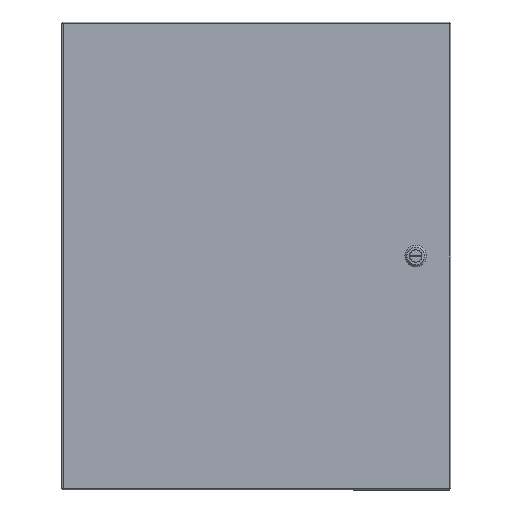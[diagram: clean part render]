
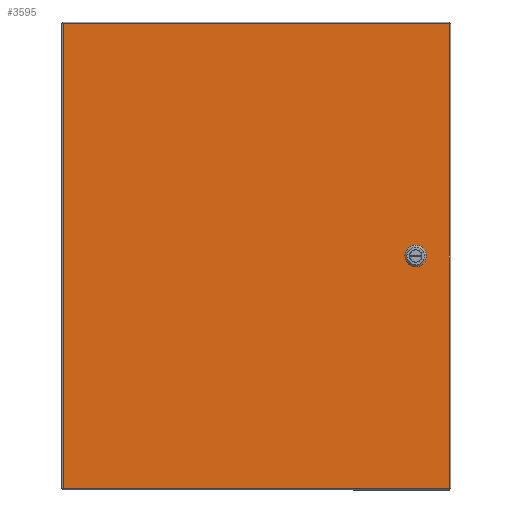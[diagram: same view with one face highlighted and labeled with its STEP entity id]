
A CAD part, front view. The second image highlights one B-rep face of the part: STEP entity #3595.
In plain terms, the highlighted planar face has unit normal (0, -1, 0).
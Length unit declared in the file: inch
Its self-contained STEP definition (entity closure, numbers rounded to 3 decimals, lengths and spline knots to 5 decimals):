
#2 = CARTESIAN_POINT ( 'NONE',  ( 7.96, -6.822, -0.3955 ) ) ;
#393 = EDGE_CURVE ( 'NONE', #12246, #8974, #18168, .T. ) ;
#438 = CARTESIAN_POINT ( 'NONE',  ( 7.7955, -6.822, -0.231 ) ) ;
#461 = LINE ( 'NONE', #14013, #21471 ) ;
#695 = CARTESIAN_POINT ( 'NONE',  ( 8.422, -6.822, 0.3955 ) ) ;
#983 = ORIENTED_EDGE ( 'NONE', *, *, #7168, .T. ) ;
#1044 = DIRECTION ( 'NONE',  ( 0., -1., 0. ) ) ;
#2371 = EDGE_LOOP ( 'NONE', ( #20638, #20106, #7874, #15850 ) ) ;
#2374 = LINE ( 'NONE', #695, #12808 ) ;
#2666 = ORIENTED_EDGE ( 'NONE', *, *, #21419, .T. ) ;
#2729 = DIRECTION ( 'NONE',  ( 0.707, 0., 0.707 ) ) ;
#2950 = VERTEX_POINT ( 'NONE', #3200 ) ;
#3200 = CARTESIAN_POINT ( 'NONE',  ( 9.901, -6.822, -11.8985 ) ) ;
#3439 = CARTESIAN_POINT ( 'NONE',  ( 8.422, -6.822, 0.3955 ) ) ;
#3595 = ADVANCED_FACE ( 'NONE', ( #21273, #6052 ), #4725, .T. ) ;
#3609 = DIRECTION ( 'NONE',  ( 1., 0., 0. ) ) ;
#3658 = CARTESIAN_POINT ( 'NONE',  ( -9.896, -6.822, -11.8985 ) ) ;
#3714 = VECTOR ( 'NONE', #13776, 39.37008 ) ;
#3761 = VECTOR ( 'NONE', #17054, 39.37008 ) ;
#4444 = ORIENTED_EDGE ( 'NONE', *, *, #8882, .T. ) ;
#4686 = VECTOR ( 'NONE', #14106, 39.37008 ) ;
#4725 = PLANE ( 'NONE',  #19658 ) ;
#5203 = VERTEX_POINT ( 'NONE', #14626 ) ;
#5341 = CARTESIAN_POINT ( 'NONE',  ( -9.896, -6.822, -11.8985 ) ) ;
#5567 = CARTESIAN_POINT ( 'NONE',  ( -9.896, -6.822, -11.8985 ) ) ;
#5814 = VECTOR ( 'NONE', #13029, 39.37008 ) ;
#6052 = FACE_BOUND ( 'NONE', #18846, .T. ) ;
#6192 = CARTESIAN_POINT ( 'NONE',  ( 7.7955, -6.822, 0.231 ) ) ;
#6484 = LINE ( 'NONE', #2, #5814 ) ;
#6629 = CARTESIAN_POINT ( 'NONE',  ( 8.422, -6.822, 0.3955 ) ) ;
#6967 = EDGE_CURVE ( 'NONE', #19870, #19974, #2374, .T. ) ;
#6977 = CARTESIAN_POINT ( 'NONE',  ( 8.422, -6.822, -0.3955 ) ) ;
#7132 = LINE ( 'NONE', #20676, #14322 ) ;
#7168 = EDGE_CURVE ( 'NONE', #15358, #20279, #6484, .T. ) ;
#7181 = VERTEX_POINT ( 'NONE', #20022 ) ;
#7393 = EDGE_CURVE ( 'NONE', #19974, #7181, #7132, .T. ) ;
#7874 = ORIENTED_EDGE ( 'NONE', *, *, #12211, .T. ) ;
#8087 = VERTEX_POINT ( 'NONE', #20796 ) ;
#8474 = CARTESIAN_POINT ( 'NONE',  ( 7.7955, -6.822, 0.231 ) ) ;
#8882 = EDGE_CURVE ( 'NONE', #20279, #12246, #13610, .T. ) ;
#8974 = VERTEX_POINT ( 'NONE', #8474 ) ;
#9559 = EDGE_CURVE ( 'NONE', #7181, #15358, #12012, .T. ) ;
#9583 = ORIENTED_EDGE ( 'NONE', *, *, #6967, .T. ) ;
#9617 = DIRECTION ( 'NONE',  ( 0., 0., 1. ) ) ;
#9734 = LINE ( 'NONE', #19944, #14675 ) ;
#10170 = LINE ( 'NONE', #6629, #17864 ) ;
#10278 = CARTESIAN_POINT ( 'NONE',  ( 7.7955, -6.822, -0.231 ) ) ;
#10740 = ORIENTED_EDGE ( 'NONE', *, *, #7393, .T. ) ;
#10918 = DIRECTION ( 'NONE',  ( 0.707, 0., -0.707 ) ) ;
#11155 = CARTESIAN_POINT ( 'NONE',  ( -9.896, -6.822, -11.8985 ) ) ;
#12012 = LINE ( 'NONE', #14119, #17252 ) ;
#12018 = DIRECTION ( 'NONE',  ( 0., 0., 1. ) ) ;
#12126 = ORIENTED_EDGE ( 'NONE', *, *, #21355, .T. ) ;
#12211 = EDGE_CURVE ( 'NONE', #8087, #18877, #15329, .T. ) ;
#12246 = VERTEX_POINT ( 'NONE', #438 ) ;
#12380 = ORIENTED_EDGE ( 'NONE', *, *, #9559, .T. ) ;
#12808 = VECTOR ( 'NONE', #10918, 39.37008 ) ;
#13029 = DIRECTION ( 'NONE',  ( -1., 0., 0. ) ) ;
#13121 = ORIENTED_EDGE ( 'NONE', *, *, #393, .T. ) ;
#13331 = LINE ( 'NONE', #3658, #22010 ) ;
#13610 = LINE ( 'NONE', #10278, #3761 ) ;
#13776 = DIRECTION ( 'NONE',  ( -1., 0., 0. ) ) ;
#14013 = CARTESIAN_POINT ( 'NONE',  ( 9.901, -6.822, -11.8985 ) ) ;
#14106 = DIRECTION ( 'NONE',  ( 0., 0., -1. ) ) ;
#14119 = CARTESIAN_POINT ( 'NONE',  ( 8.5865, -6.822, -0.231 ) ) ;
#14322 = VECTOR ( 'NONE', #16227, 39.37008 ) ;
#14431 = CARTESIAN_POINT ( 'NONE',  ( 8.5865, -6.822, 0.231 ) ) ;
#14626 = CARTESIAN_POINT ( 'NONE',  ( 9.901, -6.822, 11.8985 ) ) ;
#14675 = VECTOR ( 'NONE', #2729, 39.37008 ) ;
#15247 = VECTOR ( 'NONE', #9617, 39.37008 ) ;
#15329 = LINE ( 'NONE', #5341, #4686 ) ;
#15358 = VERTEX_POINT ( 'NONE', #6977 ) ;
#15435 = DIRECTION ( 'NONE',  ( 1., 0., 0. ) ) ;
#15458 = DIRECTION ( 'NONE',  ( -0.707, 0., -0.707 ) ) ;
#15549 = CARTESIAN_POINT ( 'NONE',  ( -9.896, -6.822, 11.8985 ) ) ;
#15850 = ORIENTED_EDGE ( 'NONE', *, *, #18554, .T. ) ;
#15852 = CARTESIAN_POINT ( 'NONE',  ( 7.96, -6.822, -0.3955 ) ) ;
#16227 = DIRECTION ( 'NONE',  ( 0., 0., -1. ) ) ;
#16706 = VERTEX_POINT ( 'NONE', #20848 ) ;
#17054 = DIRECTION ( 'NONE',  ( -0.707, 0., 0.707 ) ) ;
#17252 = VECTOR ( 'NONE', #15458, 39.37008 ) ;
#17815 = DIRECTION ( 'NONE',  ( 0., 0., -1. ) ) ;
#17864 = VECTOR ( 'NONE', #3609, 39.37008 ) ;
#18168 = LINE ( 'NONE', #6192, #15247 ) ;
#18554 = EDGE_CURVE ( 'NONE', #18877, #2950, #13331, .T. ) ;
#18846 = EDGE_LOOP ( 'NONE', ( #13121, #12126, #2666, #9583, #10740, #12380, #983, #4444 ) ) ;
#18872 = LINE ( 'NONE', #15549, #3714 ) ;
#18877 = VERTEX_POINT ( 'NONE', #5567 ) ;
#19458 = EDGE_CURVE ( 'NONE', #2950, #5203, #461, .T. ) ;
#19658 = AXIS2_PLACEMENT_3D ( 'NONE', #11155, #1044, #17815 ) ;
#19870 = VERTEX_POINT ( 'NONE', #3439 ) ;
#19890 = EDGE_CURVE ( 'NONE', #5203, #8087, #18872, .T. ) ;
#19944 = CARTESIAN_POINT ( 'NONE',  ( 7.96, -6.822, 0.3955 ) ) ;
#19974 = VERTEX_POINT ( 'NONE', #14431 ) ;
#20022 = CARTESIAN_POINT ( 'NONE',  ( 8.5865, -6.822, -0.231 ) ) ;
#20106 = ORIENTED_EDGE ( 'NONE', *, *, #19890, .T. ) ;
#20279 = VERTEX_POINT ( 'NONE', #15852 ) ;
#20638 = ORIENTED_EDGE ( 'NONE', *, *, #19458, .T. ) ;
#20676 = CARTESIAN_POINT ( 'NONE',  ( 8.5865, -6.822, -0.231 ) ) ;
#20796 = CARTESIAN_POINT ( 'NONE',  ( -9.896, -6.822, 11.8985 ) ) ;
#20848 = CARTESIAN_POINT ( 'NONE',  ( 7.96, -6.822, 0.3955 ) ) ;
#21273 = FACE_OUTER_BOUND ( 'NONE', #2371, .T. ) ;
#21355 = EDGE_CURVE ( 'NONE', #8974, #16706, #9734, .T. ) ;
#21419 = EDGE_CURVE ( 'NONE', #16706, #19870, #10170, .T. ) ;
#21471 = VECTOR ( 'NONE', #12018, 39.37008 ) ;
#22010 = VECTOR ( 'NONE', #15435, 39.37008 ) ;
